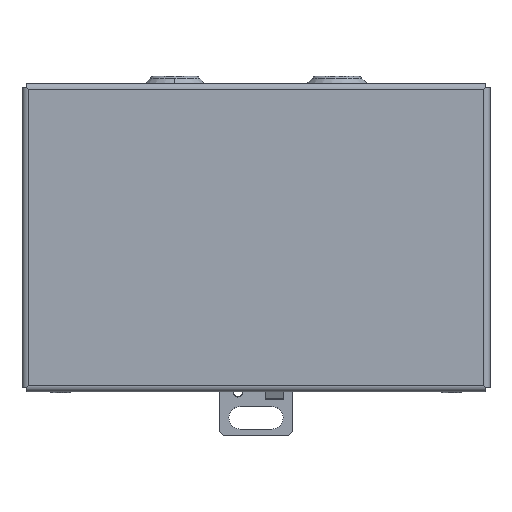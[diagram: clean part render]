
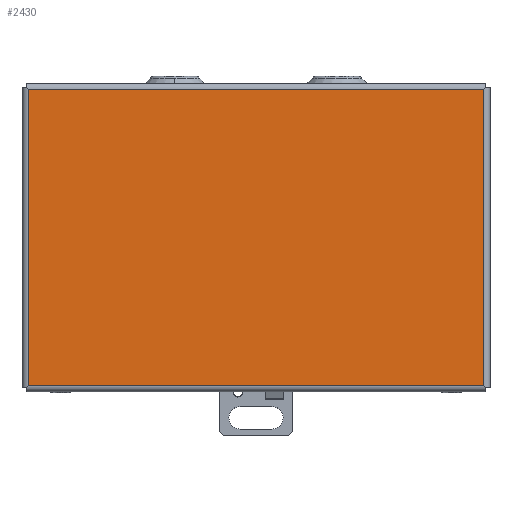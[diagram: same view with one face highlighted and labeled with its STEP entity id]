
A CAD part, top view. The second image highlights one B-rep face of the part: STEP entity #2430.
In plain terms, the highlighted planar face has unit normal (0, 0, 1).
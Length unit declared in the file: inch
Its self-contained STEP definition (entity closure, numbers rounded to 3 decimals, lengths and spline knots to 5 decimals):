
#254 = DIRECTION ( 'NONE',  ( -1., 0., 0. ) ) ;
#952 = VECTOR ( 'NONE', #12091, 39.37008 ) ;
#1140 = EDGE_CURVE ( 'NONE', #9123, #7043, #13070, .T. ) ;
#1438 = ORIENTED_EDGE ( 'NONE', *, *, #6676, .F. ) ;
#2430 = ADVANCED_FACE ( 'NONE', ( #11994 ), #3062, .T. ) ;
#2714 = VECTOR ( 'NONE', #7164, 39.37008 ) ;
#3062 = PLANE ( 'NONE',  #8877 ) ;
#3155 = LINE ( 'NONE', #9308, #11521 ) ;
#4322 = LINE ( 'NONE', #8214, #2714 ) ;
#4685 = CARTESIAN_POINT ( 'NONE',  ( -3.1585, -0.029, 3.0285 ) ) ;
#5109 = DIRECTION ( 'NONE',  ( 0., 0., 1. ) ) ;
#5268 = ORIENTED_EDGE ( 'NONE', *, *, #5693, .F. ) ;
#5437 = ORIENTED_EDGE ( 'NONE', *, *, #1140, .F. ) ;
#5693 = EDGE_CURVE ( 'NONE', #10844, #9123, #6516, .T. ) ;
#6516 = LINE ( 'NONE', #11491, #8772 ) ;
#6676 = EDGE_CURVE ( 'NONE', #7043, #6738, #3155, .T. ) ;
#6738 = VERTEX_POINT ( 'NONE', #9238 ) ;
#7043 = VERTEX_POINT ( 'NONE', #12748 ) ;
#7164 = DIRECTION ( 'NONE',  ( 0., 1., 0. ) ) ;
#7381 = DIRECTION ( 'NONE',  ( 1., 0., 0. ) ) ;
#7757 = CARTESIAN_POINT ( 'NONE',  ( 3.1585, -0.029, 3.0285 ) ) ;
#7851 = EDGE_LOOP ( 'NONE', ( #10013, #1438, #5437, #5268 ) ) ;
#8014 = CARTESIAN_POINT ( 'NONE',  ( 3.1585, -0.029, 3.0285 ) ) ;
#8044 = CARTESIAN_POINT ( 'NONE',  ( 3.1585, -0.029, 3.0285 ) ) ;
#8214 = CARTESIAN_POINT ( 'NONE',  ( -3.1585, -4.135, 3.0285 ) ) ;
#8772 = VECTOR ( 'NONE', #7381, 39.37008 ) ;
#8877 = AXIS2_PLACEMENT_3D ( 'NONE', #8014, #5109, #9877 ) ;
#9123 = VERTEX_POINT ( 'NONE', #7757 ) ;
#9238 = CARTESIAN_POINT ( 'NONE',  ( -3.1585, -4.135, 3.0285 ) ) ;
#9308 = CARTESIAN_POINT ( 'NONE',  ( 3.1585, -4.135, 3.0285 ) ) ;
#9877 = DIRECTION ( 'NONE',  ( -1., 0., 0. ) ) ;
#10013 = ORIENTED_EDGE ( 'NONE', *, *, #10070, .F. ) ;
#10070 = EDGE_CURVE ( 'NONE', #6738, #10844, #4322, .T. ) ;
#10844 = VERTEX_POINT ( 'NONE', #4685 ) ;
#11491 = CARTESIAN_POINT ( 'NONE',  ( -3.1585, -0.029, 3.0285 ) ) ;
#11521 = VECTOR ( 'NONE', #254, 39.37008 ) ;
#11994 = FACE_OUTER_BOUND ( 'NONE', #7851, .T. ) ;
#12091 = DIRECTION ( 'NONE',  ( 0., -1., 0. ) ) ;
#12748 = CARTESIAN_POINT ( 'NONE',  ( 3.1585, -4.135, 3.0285 ) ) ;
#13070 = LINE ( 'NONE', #8044, #952 ) ;
